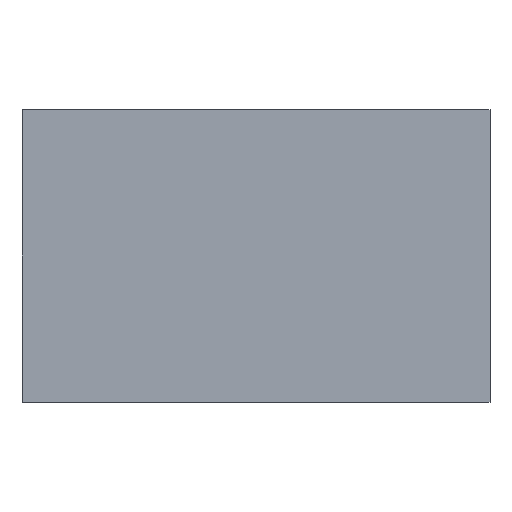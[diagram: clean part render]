
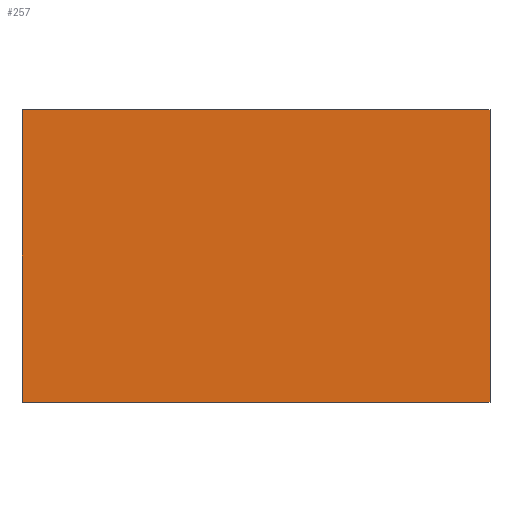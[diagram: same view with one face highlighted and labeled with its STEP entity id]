
A CAD part, front view. The second image highlights one B-rep face of the part: STEP entity #257.
In plain terms, the highlighted planar face has unit normal (0, -1, 0).
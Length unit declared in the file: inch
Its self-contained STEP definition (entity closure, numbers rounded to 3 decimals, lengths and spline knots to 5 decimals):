
#16 = VERTEX_POINT ( 'NONE', #44 ) ;
#20 = VERTEX_POINT ( 'NONE', #48 ) ;
#21 = VERTEX_POINT ( 'NONE', #49 ) ;
#25 = VERTEX_POINT ( 'NONE', #53 ) ;
#44 = CARTESIAN_POINT ( 'NONE',  ( -0.155, -0.16, 0.0985 ) ) ;
#48 = CARTESIAN_POINT ( 'NONE',  ( -0.155, -0.16, -0.0985 ) ) ;
#49 = CARTESIAN_POINT ( 'NONE',  ( 0.16, -0.16, -0.0985 ) ) ;
#53 = CARTESIAN_POINT ( 'NONE',  ( 0.16, -0.16, 0.0985 ) ) ;
#105 = PLANE ( 'NONE',  #573 ) ;
#106 = CARTESIAN_POINT ( 'NONE',  ( 0.16, -0.16, -0.0985 ) ) ;
#107 = DIRECTION ( 'NONE',  ( 0., -1., 0. ) ) ;
#108 = DIRECTION ( 'NONE',  ( 1., 0., 0. ) ) ;
#134 = CARTESIAN_POINT ( 'NONE',  ( 0.16, -0.16, -0.0985 ) ) ;
#135 = DIRECTION ( 'NONE',  ( 0., 0., 1. ) ) ;
#154 = CARTESIAN_POINT ( 'NONE',  ( 0.16, -0.16, -0.0985 ) ) ;
#155 = DIRECTION ( 'NONE',  ( 1., 0., 0. ) ) ;
#170 = CARTESIAN_POINT ( 'NONE',  ( 0.16, -0.16, 0.0985 ) ) ;
#171 = DIRECTION ( 'NONE',  ( 1., 0., 0. ) ) ;
#181 = CARTESIAN_POINT ( 'NONE',  ( -0.155, -0.16, -0.0985 ) ) ;
#182 = DIRECTION ( 'NONE',  ( 0., 0., 1. ) ) ;
#257 = ADVANCED_FACE ( 'NONE', ( #385 ), #105, .T. ) ;
#263 = EDGE_LOOP ( 'NONE', ( #467, #419, #460, #397 ) ) ;
#339 = LINE ( 'NONE', #181, #341 ) ;
#341 = VECTOR ( 'NONE', #182, 39.37008 ) ;
#365 = LINE ( 'NONE', #170, #384 ) ;
#384 = VECTOR ( 'NONE', #171, 39.37008 ) ;
#385 = FACE_OUTER_BOUND ( 'NONE', #263, .T. ) ;
#397 = ORIENTED_EDGE ( 'NONE', *, *, #516, .T. ) ;
#419 = ORIENTED_EDGE ( 'NONE', *, *, #545, .F. ) ;
#441 = LINE ( 'NONE', #154, #443 ) ;
#443 = VECTOR ( 'NONE', #155, 39.37008 ) ;
#449 = LINE ( 'NONE', #134, #450 ) ;
#450 = VECTOR ( 'NONE', #135, 39.37008 ) ;
#460 = ORIENTED_EDGE ( 'NONE', *, *, #524, .T. ) ;
#467 = ORIENTED_EDGE ( 'NONE', *, *, #532, .F. ) ;
#516 = EDGE_CURVE ( 'NONE', #21, #25, #449, .T. ) ;
#524 = EDGE_CURVE ( 'NONE', #20, #21, #441, .T. ) ;
#532 = EDGE_CURVE ( 'NONE', #16, #25, #365, .T. ) ;
#545 = EDGE_CURVE ( 'NONE', #20, #16, #339, .T. ) ;
#573 = AXIS2_PLACEMENT_3D ( 'NONE', #106, #107, #108 ) ;
